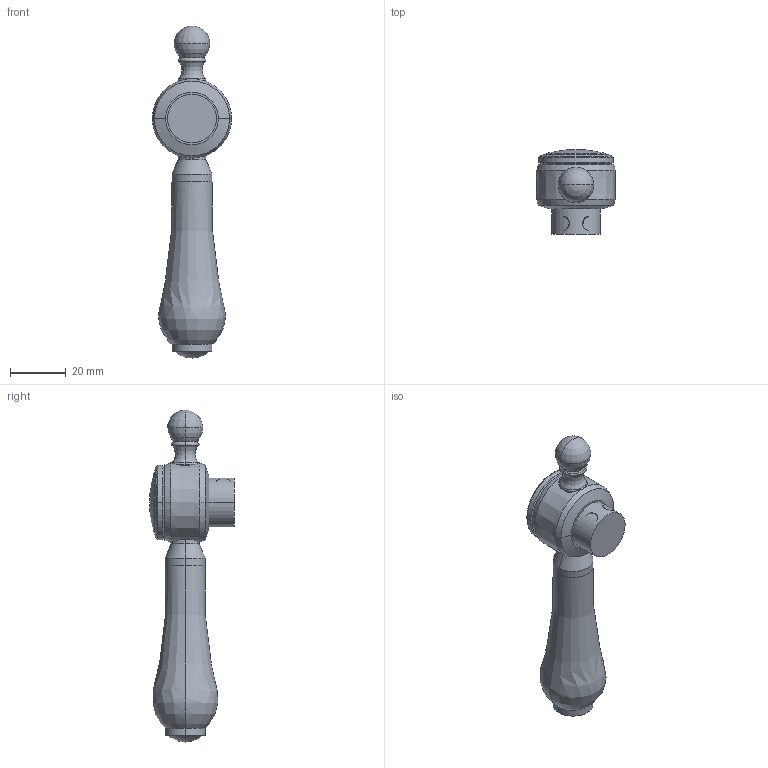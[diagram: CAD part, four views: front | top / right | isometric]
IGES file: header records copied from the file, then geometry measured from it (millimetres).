
Start section:  PTC IGES file: 2-136.igs
Global section: file name: 2-136.igs; native system: Pro/ENGINEER by Parametric Technology Corporation; preprocessor: 2009300; author: project; organization: Unknown; date: 20101111.140207; units: inch
Bounding box: 28.32 x 30.35 x 118.75 mm (x, y, z)
Surface area: 8688.2 mm2 (no closed solid volume)
Topology: 0 solids, 8 shells, 62 faces, 145 edges, 85 vertices
Faces by surface type: revolution 57, bspline 5
